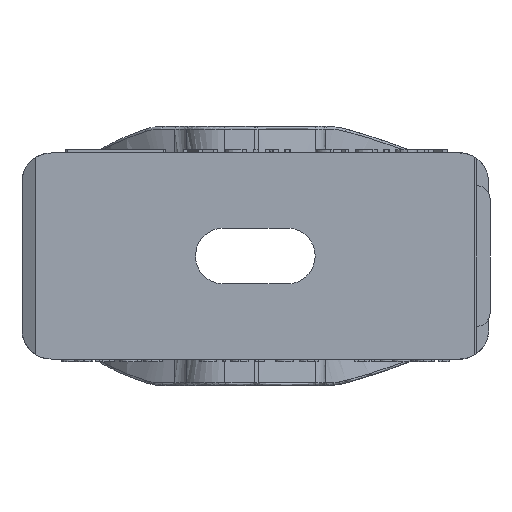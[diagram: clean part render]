
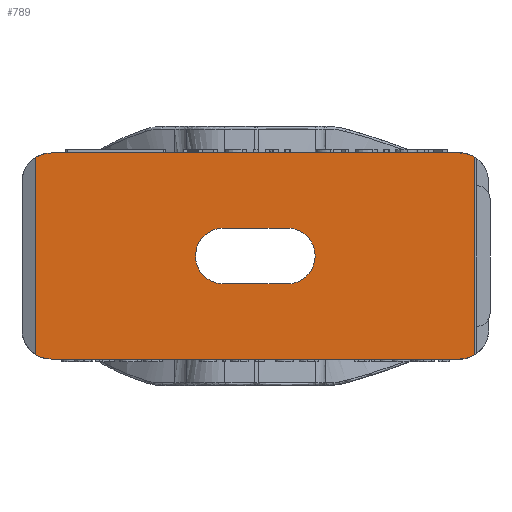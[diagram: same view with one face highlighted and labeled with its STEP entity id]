
A CAD part, front view. The second image highlights one B-rep face of the part: STEP entity #789.
In plain terms, the highlighted planar face has unit normal (0, -1, 0).
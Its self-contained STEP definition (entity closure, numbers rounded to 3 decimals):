
#29=FACE_BOUND('',#2677,.T.);
#789=ADVANCED_FACE('',(#1725,#29),#14837,.T.);
#1725=FACE_OUTER_BOUND('',#2676,.T.);
#2676=EDGE_LOOP('',(#6403,#6404,#6405,#6406,#6407,#6408,#6409,#6410));
#2677=EDGE_LOOP('',(#6411,#6412,#6413,#6414));
#6403=ORIENTED_EDGE('',*,*,#9861,.F.);
#6404=ORIENTED_EDGE('',*,*,#10367,.F.);
#6405=ORIENTED_EDGE('',*,*,#9859,.T.);
#6406=ORIENTED_EDGE('',*,*,#10369,.F.);
#6407=ORIENTED_EDGE('',*,*,#9860,.F.);
#6408=ORIENTED_EDGE('',*,*,#9862,.F.);
#6409=ORIENTED_EDGE('',*,*,#8990,.T.);
#6410=ORIENTED_EDGE('',*,*,#9863,.F.);
#6411=ORIENTED_EDGE('',*,*,#8208,.F.);
#6412=ORIENTED_EDGE('',*,*,#8200,.F.);
#6413=ORIENTED_EDGE('',*,*,#8204,.F.);
#6414=ORIENTED_EDGE('',*,*,#9864,.F.);
#8200=EDGE_CURVE('',#13149,#13148,#10544,.T.);
#8204=EDGE_CURVE('',#13150,#13149,#11470,.T.);
#8208=EDGE_CURVE('',#13148,#13151,#10551,.T.);
#8990=EDGE_CURVE('',#12982,#12973,#12024,.T.);
#9859=EDGE_CURVE('',#14216,#14214,#12490,.T.);
#9860=EDGE_CURVE('',#12983,#14215,#12491,.T.);
#9861=EDGE_CURVE('',#14217,#12972,#12492,.T.);
#9862=EDGE_CURVE('',#12982,#12983,#11183,.T.);
#9863=EDGE_CURVE('',#12972,#12973,#11184,.T.);
#9864=EDGE_CURVE('',#13151,#13150,#11185,.T.);
#10367=EDGE_CURVE('',#14216,#14217,#11302,.T.);
#10369=EDGE_CURVE('',#14215,#14214,#11303,.T.);
#10544=(
BOUNDED_CURVE()
B_SPLINE_CURVE(2,(#33791,#33792,#33793,#33794,#33795),.UNSPECIFIED.,.F.,
 .F.)
B_SPLINE_CURVE_WITH_KNOTS((3,2,3),(13.797,17.096,20.395),
 .UNSPECIFIED.)
CURVE()
GEOMETRIC_REPRESENTATION_ITEM()
RATIONAL_B_SPLINE_CURVE((1.,0.707,1.,0.707,1.))
REPRESENTATION_ITEM('')
);
#10551=(
BOUNDED_CURVE()
B_SPLINE_CURVE(2,(#33816,#33817,#33818,#33819,#33820),.UNSPECIFIED.,.F.,
 .F.)
B_SPLINE_CURVE_WITH_KNOTS((3,2,3),(-2.4,0.,2.4),
 .UNSPECIFIED.)
CURVE()
GEOMETRIC_REPRESENTATION_ITEM()
RATIONAL_B_SPLINE_CURVE((1.,1.,1.,1.,1.))
REPRESENTATION_ITEM('')
);
#11183=(
BOUNDED_CURVE()
B_SPLINE_CURVE(2,(#41196,#41197,#41198),.UNSPECIFIED.,.F.,.F.)
B_SPLINE_CURVE_WITH_KNOTS((3,3),(-1.21,0.),.UNSPECIFIED.)
CURVE()
GEOMETRIC_REPRESENTATION_ITEM()
RATIONAL_B_SPLINE_CURVE((1.,0.962,1.))
REPRESENTATION_ITEM('')
);
#11184=(
BOUNDED_CURVE()
B_SPLINE_CURVE(2,(#41199,#41200,#41201),.UNSPECIFIED.,.F.,.F.)
B_SPLINE_CURVE_WITH_KNOTS((3,3),(0.,1.21),.UNSPECIFIED.)
CURVE()
GEOMETRIC_REPRESENTATION_ITEM()
RATIONAL_B_SPLINE_CURVE((1.,0.962,1.))
REPRESENTATION_ITEM('')
);
#11185=(
BOUNDED_CURVE()
B_SPLINE_CURVE(2,(#41202,#41203,#41204,#41205,#41206),.UNSPECIFIED.,.F.,
 .F.)
B_SPLINE_CURVE_WITH_KNOTS((3,2,3),(2.4,5.699,8.997),
 .UNSPECIFIED.)
CURVE()
GEOMETRIC_REPRESENTATION_ITEM()
RATIONAL_B_SPLINE_CURVE((1.,0.707,1.,0.707,1.))
REPRESENTATION_ITEM('')
);
#11302=(
BOUNDED_CURVE()
B_SPLINE_CURVE(2,(#42585,#42586,#42587),.UNSPECIFIED.,.F.,.F.)
B_SPLINE_CURVE_WITH_KNOTS((3,3),(-1.21,0.),.UNSPECIFIED.)
CURVE()
GEOMETRIC_REPRESENTATION_ITEM()
RATIONAL_B_SPLINE_CURVE((1.,0.962,1.))
REPRESENTATION_ITEM('')
);
#11303=(
BOUNDED_CURVE()
B_SPLINE_CURVE(2,(#42591,#42592,#42593),.UNSPECIFIED.,.F.,.F.)
B_SPLINE_CURVE_WITH_KNOTS((3,3),(0.,1.21),.UNSPECIFIED.)
CURVE()
GEOMETRIC_REPRESENTATION_ITEM()
RATIONAL_B_SPLINE_CURVE((1.,0.962,1.))
REPRESENTATION_ITEM('')
);
#11470=B_SPLINE_CURVE_WITH_KNOTS('',1,(#33805,#33806),.UNSPECIFIED.,.F.,
 .F.,(2,2),(12.95,17.75),.UNSPECIFIED.);
#12024=B_SPLINE_CURVE_WITH_KNOTS('',1,(#35855,#35856),.UNSPECIFIED.,.F.,
 .F.,(2,2),(-14.851,0.),.UNSPECIFIED.);
#12490=B_SPLINE_CURVE_WITH_KNOTS('',1,(#41190,#41191),.UNSPECIFIED.,.F.,
 .F.,(2,2),(-14.851,0.),.UNSPECIFIED.);
#12491=B_SPLINE_CURVE_WITH_KNOTS('',1,(#41192,#41193),.UNSPECIFIED.,.F.,
 .F.,(2,2),(101.128,131.828),.UNSPECIFIED.);
#12492=B_SPLINE_CURVE_WITH_KNOTS('',1,(#41194,#41195),.UNSPECIFIED.,.F.,
 .F.,(2,2),(53.528,84.228),.UNSPECIFIED.);
#12972=VERTEX_POINT('',#30688);
#12973=VERTEX_POINT('',#30689);
#12982=VERTEX_POINT('',#30698);
#12983=VERTEX_POINT('',#30699);
#13148=VERTEX_POINT('',#30864);
#13149=VERTEX_POINT('',#30865);
#13150=VERTEX_POINT('',#30866);
#13151=VERTEX_POINT('',#30867);
#14214=VERTEX_POINT('',#31930);
#14215=VERTEX_POINT('',#31931);
#14216=VERTEX_POINT('',#31932);
#14217=VERTEX_POINT('',#31933);
#14837=PLANE('',#15861);
#15861=AXIS2_PLACEMENT_3D('',#28877,#16335,$);
#16335=DIRECTION('',(0.,-1.,0.));
#28877=CARTESIAN_POINT('',(-16.52,-18.912,-7.905));
#30688=CARTESIAN_POINT('',(-15.04,-18.912,-7.75));
#30689=CARTESIAN_POINT('',(-16.19,-18.912,-7.425));
#30698=CARTESIAN_POINT('',(-16.19,-18.912,7.425));
#30699=CARTESIAN_POINT('',(-15.04,-18.912,7.75));
#30864=CARTESIAN_POINT('',(2.71,-18.912,2.1));
#30865=CARTESIAN_POINT('',(2.71,-18.912,-2.1));
#30866=CARTESIAN_POINT('',(-2.09,-18.912,-2.1));
#30867=CARTESIAN_POINT('',(-2.09,-18.912,2.1));
#31930=CARTESIAN_POINT('',(16.81,-18.912,7.425));
#31931=CARTESIAN_POINT('',(15.66,-18.912,7.75));
#31932=CARTESIAN_POINT('',(16.81,-18.912,-7.425));
#31933=CARTESIAN_POINT('',(15.66,-18.912,-7.75));
#33791=CARTESIAN_POINT('',(2.71,-18.912,-2.1));
#33792=CARTESIAN_POINT('',(4.81,-18.912,-2.1));
#33793=CARTESIAN_POINT('',(4.81,-18.912,0.));
#33794=CARTESIAN_POINT('',(4.81,-18.912,2.1));
#33795=CARTESIAN_POINT('',(2.71,-18.912,2.1));
#33805=CARTESIAN_POINT('',(-2.09,-18.912,-2.1));
#33806=CARTESIAN_POINT('',(2.71,-18.912,-2.1));
#33816=CARTESIAN_POINT('',(2.71,-18.912,2.1));
#33817=CARTESIAN_POINT('',(1.51,-18.912,2.1));
#33818=CARTESIAN_POINT('',(0.31,-18.912,2.1));
#33819=CARTESIAN_POINT('',(-0.89,-18.912,2.1));
#33820=CARTESIAN_POINT('',(-2.09,-18.912,2.1));
#35855=CARTESIAN_POINT('',(-16.19,-18.912,7.425));
#35856=CARTESIAN_POINT('',(-16.19,-18.912,-7.425));
#41190=CARTESIAN_POINT('',(16.81,-18.912,-7.425));
#41191=CARTESIAN_POINT('',(16.81,-18.912,7.425));
#41192=CARTESIAN_POINT('',(-15.04,-18.912,7.75));
#41193=CARTESIAN_POINT('',(15.66,-18.912,7.75));
#41194=CARTESIAN_POINT('',(15.66,-18.912,-7.75));
#41195=CARTESIAN_POINT('',(-15.04,-18.912,-7.75));
#41196=CARTESIAN_POINT('',(-16.19,-18.912,7.425));
#41197=CARTESIAN_POINT('',(-15.661,-18.912,7.75));
#41198=CARTESIAN_POINT('',(-15.04,-18.912,7.75));
#41199=CARTESIAN_POINT('',(-15.04,-18.912,-7.75));
#41200=CARTESIAN_POINT('',(-15.661,-18.912,-7.75));
#41201=CARTESIAN_POINT('',(-16.19,-18.912,-7.425));
#41202=CARTESIAN_POINT('',(-2.09,-18.912,2.1));
#41203=CARTESIAN_POINT('',(-4.19,-18.912,2.1));
#41204=CARTESIAN_POINT('',(-4.19,-18.912,0.));
#41205=CARTESIAN_POINT('',(-4.19,-18.912,-2.1));
#41206=CARTESIAN_POINT('',(-2.09,-18.912,-2.1));
#42585=CARTESIAN_POINT('',(16.81,-18.912,-7.425));
#42586=CARTESIAN_POINT('',(16.281,-18.912,-7.75));
#42587=CARTESIAN_POINT('',(15.66,-18.912,-7.75));
#42591=CARTESIAN_POINT('',(15.66,-18.912,7.75));
#42592=CARTESIAN_POINT('',(16.281,-18.912,7.75));
#42593=CARTESIAN_POINT('',(16.81,-18.912,7.425));
